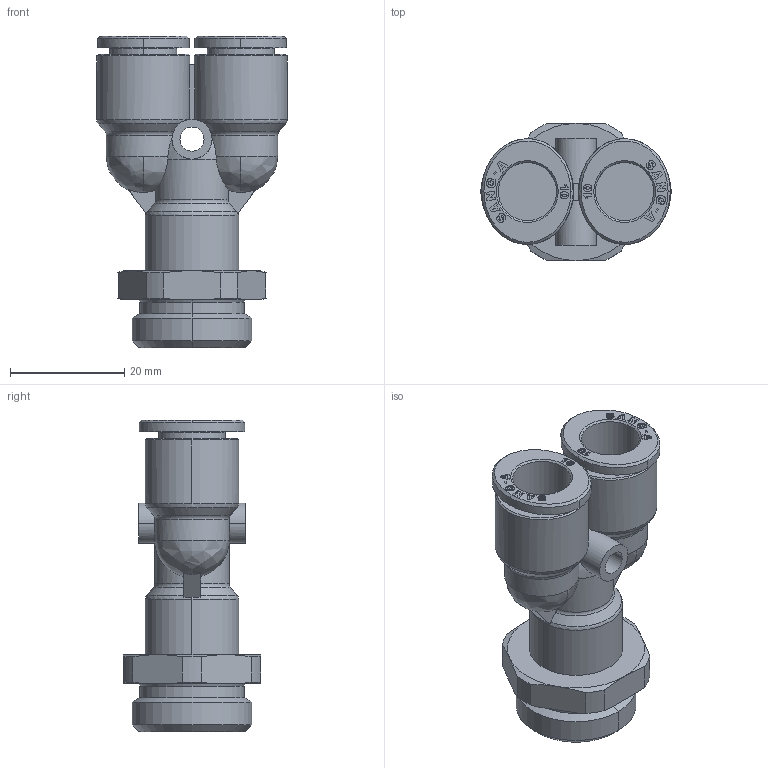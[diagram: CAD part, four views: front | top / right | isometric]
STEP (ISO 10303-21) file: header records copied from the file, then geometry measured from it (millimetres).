
FILE_DESCRIPTION (( 'STEP AP214' ), '1' );
FILE_NAME ('PWT10-G04.stp', '2015-09-24T12:47:13', ( '' ), ( '' ), 'SwSTEP 2.0', 'SolidWorks 2015', '' );
FILE_SCHEMA (( 'AUTOMOTIVE_DESIGN' ));
Length unit declared in the file: millimetre
Products named in the file (2): ｦ+ﾃｦ1; PWT10-G04
Assembly tree (1 placements, depth 2):
  PWT10-G04
    ｦ+ﾃｦ1
Bounding box: 33.3 x 24 x 54.5 mm (x, y, z)
Volume: 12981.9 mm3; surface area: 8070.4 mm2
Topology: 1 solids, 1 shells, 905 faces, 2583 edges, 1712 vertices
Faces by surface type: plane 786, cone 41, cylinder 39, bspline 33, torus 6
Entity records: 32019 total; most frequent: CARTESIAN_POINT 7387, ORIENTED_EDGE 5166, DIRECTION 4352, EDGE_CURVE 2583, LINE 2298, VECTOR 2298, VERTEX_POINT 1712, AXIS2_PLACEMENT_3D 1027
